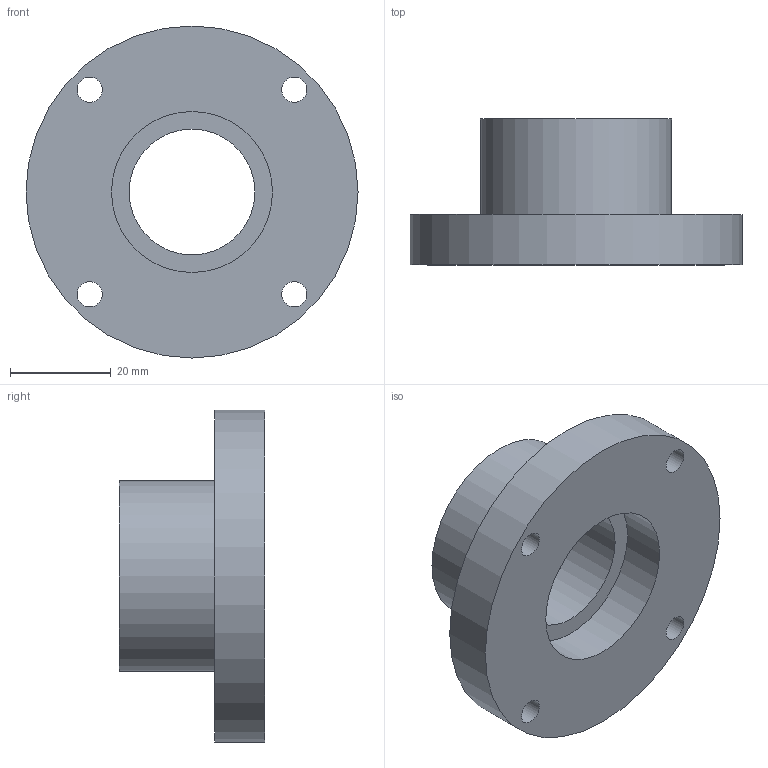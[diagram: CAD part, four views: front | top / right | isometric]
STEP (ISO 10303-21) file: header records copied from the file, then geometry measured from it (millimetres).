
FILE_DESCRIPTION(('STEP AP214'),'1');
FILE_NAME('BMR-011 PALIER.step','2015-12-04T17:00:20',(' '),(' '),'Spatial InterOp 3D',' ',' ');
FILE_SCHEMA(('automotive_design'));
Length unit declared in the file: millimetre
Products named in the file (1): PALIER
Bounding box: 66 x 29 x 66 mm (x, y, z)
Volume: 35098.7 mm3; surface area: 13347.1 mm2
Topology: 1 solids, 1 shells, 14 faces, 32 edges, 23 vertices
Faces by surface type: cylinder 9, plane 5
Full cylindrical faces by diameter (mm): 5 x4, 25 x1, 32 x2, 38 x1, 66 x1
Entity records: 473 total; most frequent: DIRECTION 66, CARTESIAN_POINT 51, EDGE_LOOP 36, ORIENTED_EDGE 36, AXIS2_PLACEMENT_3D 33, FACE_OUTER_BOUND 23, EDGE_CURVE 18, VERTEX_POINT 18
